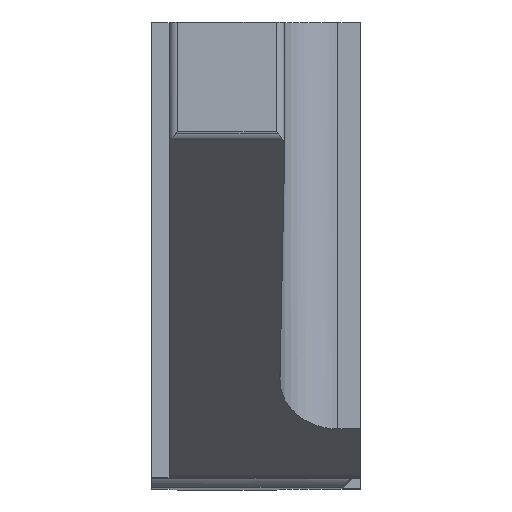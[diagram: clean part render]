
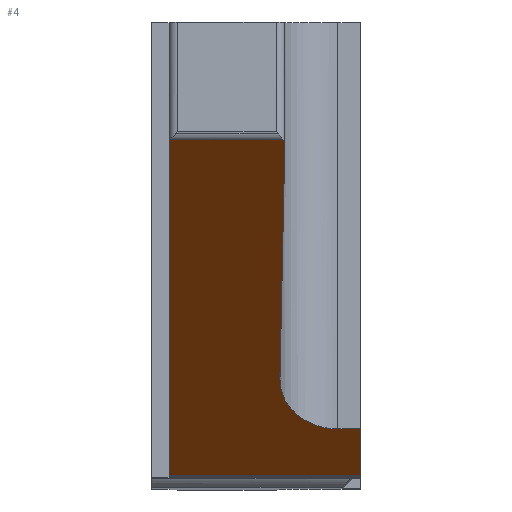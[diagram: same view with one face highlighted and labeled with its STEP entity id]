
A CAD part, top view. The second image highlights one B-rep face of the part: STEP entity #4.
In plain terms, the highlighted planar face has unit normal (0, -0.766, 0.643).
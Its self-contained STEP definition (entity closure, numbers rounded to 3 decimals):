
#4 = ADVANCED_FACE ( 'NONE', ( #1310 ), #615, .T. ) ;
#16 = CARTESIAN_POINT ( 'NONE',  ( 0., -3.813, 13.039 ) ) ;
#21 = LINE ( 'NONE', #16, #633 ) ;
#70 = CARTESIAN_POINT ( 'NONE',  ( -1.335, 1.981, 19.943 ) ) ;
#105 = DIRECTION ( 'NONE',  ( -1., 0., 0. ) ) ;
#110 = DIRECTION ( 'NONE',  ( 0., -0.643, -0.766 ) ) ;
#118 = EDGE_CURVE ( 'NONE', #923, #1069, #876, .T. ) ;
#130 = CARTESIAN_POINT ( 'NONE',  ( 0., -3.006, 14. ) ) ;
#159 = VECTOR ( 'NONE', #1160, 1000. ) ;
#163 = CARTESIAN_POINT ( 'NONE',  ( -1.387, -2.152, 15.017 ) ) ;
#204 = CARTESIAN_POINT ( 'NONE',  ( 0., -3.813, 13.039 ) ) ;
#238 = VECTOR ( 'NONE', #536, 1000. ) ;
#252 = ORIENTED_EDGE ( 'NONE', *, *, #1147, .T. ) ;
#293 = EDGE_CURVE ( 'NONE', #789, #935, #1311, .T. ) ;
#313 = LINE ( 'NONE', #541, #238 ) ;
#314 = VECTOR ( 'NONE', #1274, 1000. ) ;
#345 = VERTEX_POINT ( 'NONE', #1275 ) ;
#384 = CARTESIAN_POINT ( 'NONE',  ( -1.397, -2.651, 14.424 ) ) ;
#426 = CARTESIAN_POINT ( 'NONE',  ( -3.267, 1.981, 19.943 ) ) ;
#432 = LINE ( 'NONE', #1093, #159 ) ;
#439 = CARTESIAN_POINT ( 'NONE',  ( -3.3, -3.813, 13.039 ) ) ;
#440 = CARTESIAN_POINT ( 'NONE',  ( -3.289, 1.958, 19.917 ) ) ;
#451 = CARTESIAN_POINT ( 'NONE',  ( -3.3, 1.903, 19.85 ) ) ;
#488 = ORIENTED_EDGE ( 'NONE', *, *, #118, .T. ) ;
#536 = DIRECTION ( 'NONE',  ( 0., -0.643, -0.766 ) ) ;
#541 = CARTESIAN_POINT ( 'NONE',  ( 0., 2.018, 19.988 ) ) ;
#567 = ORIENTED_EDGE ( 'NONE', *, *, #1330, .T. ) ;
#615 = PLANE ( 'NONE',  #1307 ) ;
#616 = ORIENTED_EDGE ( 'NONE', *, *, #931, .F. ) ;
#633 = VECTOR ( 'NONE', #936, 1000. ) ;
#654 = VECTOR ( 'NONE', #105, 1000. ) ;
#669 = ORIENTED_EDGE ( 'NONE', *, *, #929, .F. ) ;
#673 = CARTESIAN_POINT ( 'NONE',  ( -1.302, 1.93, 19.883 ) ) ;
#682 = VERTEX_POINT ( 'NONE', #691 ) ;
#691 = CARTESIAN_POINT ( 'NONE',  ( -1.303, 1.9, 19.847 ) ) ;
#696 = LINE ( 'NONE', #130, #654 ) ;
#779 = CARTESIAN_POINT ( 'NONE',  ( -0.387, -3.006, 14. ) ) ;
#784 = DIRECTION ( 'NONE',  ( 0.013, 0.643, 0.766 ) ) ;
#789 = VERTEX_POINT ( 'NONE', #163 ) ;
#845 = CARTESIAN_POINT ( 'NONE',  ( -3.3, 2.018, 19.988 ) ) ;
#876 = LINE ( 'NONE', #845, #314 ) ;
#895 = CARTESIAN_POINT ( 'NONE',  ( -0.387, -3.006, 14. ) ) ;
#923 = VERTEX_POINT ( 'NONE', #1421 ) ;
#929 = EDGE_CURVE ( 'NONE', #1063, #1154, #432, .T. ) ;
#931 = EDGE_CURVE ( 'NONE', #923, #1063, #1360, .T. ) ;
#935 = VERTEX_POINT ( 'NONE', #895 ) ;
#936 = DIRECTION ( 'NONE',  ( -1., 0., 0. ) ) ;
#946 = LINE ( 'NONE', #1407, #1059 ) ;
#948 =( BOUNDED_CURVE ( )  B_SPLINE_CURVE ( 3, ( #1297, #1319, #673, #1381 ),
 .UNSPECIFIED., .F., .T. ) 
 B_SPLINE_CURVE_WITH_KNOTS ( ( 4, 4 ),
 ( 4.04, 4.73 ),
 .UNSPECIFIED. ) 
 CURVE ( )  GEOMETRIC_REPRESENTATION_ITEM ( )  RATIONAL_B_SPLINE_CURVE ( ( 1., 0.961, 0.961, 1. ) ) 
 REPRESENTATION_ITEM ( '' )  );
#950 = CARTESIAN_POINT ( 'NONE',  ( -0.981, -3.006, 14. ) ) ;
#960 = DIRECTION ( 'NONE',  ( 0., -0.766, 0.643 ) ) ;
#990 = ORIENTED_EDGE ( 'NONE', *, *, #1187, .F. ) ;
#1012 = CARTESIAN_POINT ( 'NONE',  ( -3.267, 1.981, 19.943 ) ) ;
#1030 = ORIENTED_EDGE ( 'NONE', *, *, #293, .F. ) ;
#1031 = EDGE_CURVE ( 'NONE', #345, #1278, #313, .T. ) ;
#1059 = VECTOR ( 'NONE', #784, 1000. ) ;
#1063 = VERTEX_POINT ( 'NONE', #426 ) ;
#1069 = VERTEX_POINT ( 'NONE', #439 ) ;
#1083 = CARTESIAN_POINT ( 'NONE',  ( -1.387, -2.152, 15.017 ) ) ;
#1091 = CARTESIAN_POINT ( 'NONE',  ( -3.3, 1.931, 19.884 ) ) ;
#1093 = CARTESIAN_POINT ( 'NONE',  ( 0., 1.981, 19.943 ) ) ;
#1136 = CARTESIAN_POINT ( 'NONE',  ( 0., 2.018, 19.988 ) ) ;
#1141 = ORIENTED_EDGE ( 'NONE', *, *, #1332, .F. ) ;
#1147 = EDGE_CURVE ( 'NONE', #345, #935, #696, .T. ) ;
#1154 = VERTEX_POINT ( 'NONE', #70 ) ;
#1160 = DIRECTION ( 'NONE',  ( 1., 0., 0. ) ) ;
#1187 = EDGE_CURVE ( 'NONE', #1278, #1069, #21, .T. ) ;
#1191 = EDGE_LOOP ( 'NONE', ( #488, #990, #1214, #252, #1030, #567, #1141, #669, #616 ) ) ;
#1214 = ORIENTED_EDGE ( 'NONE', *, *, #1031, .F. ) ;
#1274 = DIRECTION ( 'NONE',  ( 0., -0.643, -0.766 ) ) ;
#1275 = CARTESIAN_POINT ( 'NONE',  ( 0., -3.006, 14. ) ) ;
#1278 = VERTEX_POINT ( 'NONE', #204 ) ;
#1297 = CARTESIAN_POINT ( 'NONE',  ( -1.335, 1.981, 19.943 ) ) ;
#1307 = AXIS2_PLACEMENT_3D ( 'NONE', #1136, #960, #110 ) ;
#1310 = FACE_OUTER_BOUND ( 'NONE', #1191, .T. ) ;
#1311 =( BOUNDED_CURVE ( )  B_SPLINE_CURVE ( 3, ( #1083, #384, #950, #779 ),
 .UNSPECIFIED., .F., .F. ) 
 B_SPLINE_CURVE_WITH_KNOTS ( ( 4, 4 ),
 ( 1.553, 3.142 ),
 .UNSPECIFIED. ) 
 CURVE ( )  GEOMETRIC_REPRESENTATION_ITEM ( )  RATIONAL_B_SPLINE_CURVE ( ( 1., 0.801, 0.801, 1. ) ) 
 REPRESENTATION_ITEM ( '' )  );
#1319 = CARTESIAN_POINT ( 'NONE',  ( -1.313, 1.958, 19.916 ) ) ;
#1330 = EDGE_CURVE ( 'NONE', #789, #682, #946, .T. ) ;
#1332 = EDGE_CURVE ( 'NONE', #1154, #682, #948, .T. ) ;
#1360 =( BOUNDED_CURVE ( )  B_SPLINE_CURVE ( 3, ( #451, #1091, #440, #1012 ),
 .UNSPECIFIED., .F., .F. ) 
 B_SPLINE_CURVE_WITH_KNOTS ( ( 4, 4 ),
 ( 1.571, 2.244 ),
 .UNSPECIFIED. ) 
 CURVE ( )  GEOMETRIC_REPRESENTATION_ITEM ( )  RATIONAL_B_SPLINE_CURVE ( ( 1., 0.963, 0.963, 1. ) ) 
 REPRESENTATION_ITEM ( '' )  );
#1381 = CARTESIAN_POINT ( 'NONE',  ( -1.303, 1.9, 19.847 ) ) ;
#1407 = CARTESIAN_POINT ( 'NONE',  ( -1.3, 2.029, 20.001 ) ) ;
#1421 = CARTESIAN_POINT ( 'NONE',  ( -3.3, 1.903, 19.85 ) ) ;
